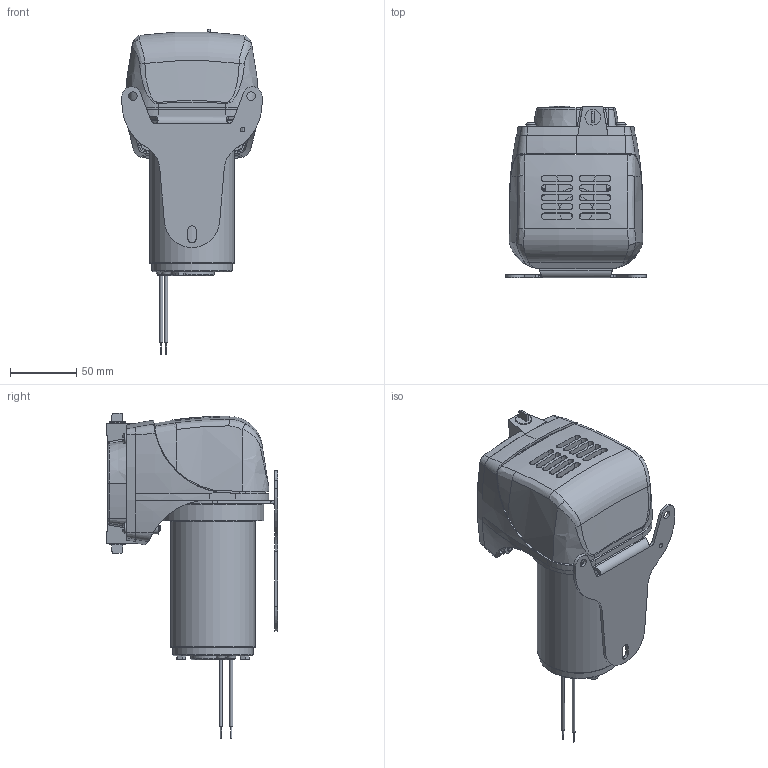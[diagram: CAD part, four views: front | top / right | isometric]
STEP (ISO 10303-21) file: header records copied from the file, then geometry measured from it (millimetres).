
FILE_DESCRIPTION (( 'STEP AP214' ), '1' );
FILE_NAME ('22D1180-204-1002.STEP', '2025-05-02T15:22:41', ( '' ), ( '' ), 'SwSTEP 2.0', 'SolidWorks 2023', '' );
FILE_SCHEMA (( 'AUTOMOTIVE_DESIGN' ));
Length unit declared in the file: inch
Products named in the file (9): SCR1001; RPL1003; 22D1180-204-1002; AE551; ACC1002; HDC1003; BKT1001; CVR1001; MTR1002_ALLIED
Assembly tree (11 placements, depth 2):
  RPL1003
  22D1180-204-1002
    ACC1002
    MTR1002_ALLIED
    CVR1001
    HDC1003
    BKT1001
    SCR1001  x4
    AE551  x2
Bounding box: 105.41 x 129.19 x 244.78 mm (x, y, z)
Volume: 632647.4 mm3; surface area: 177490.2 mm2
Topology: 13 solids, 13 shells, 932 faces, 2515 edges, 1638 vertices
Faces by surface type: plane 381, bspline 237, cylinder 161, cone 76, torus 62, sphere 15
Full cylindrical faces by diameter (mm): 1.016 x2, 2.286 x2, 3.454 x1, 4.242 x4, 5.182 x3, 6.35 x2, 6.807 x3, 7.112 x4, 7.932 x1, 8.636 x2, 11.906 x2, 25.4 x2, 33.274 x1, 36.576 x1, 60.452 x1, 63.5 x1, 76.2 x1, 78.232 x1, 79.756 x1, 83.172 x1
Entity records: 32639 total; most frequent: CARTESIAN_POINT 13503, ORIENTED_EDGE 4168, DIRECTION 3423, EDGE_CURVE 2084, VERTEX_POINT 1402, AXIS2_PLACEMENT_3D 1319, EDGE_LOOP 1024, FACE_OUTER_BOUND 870
